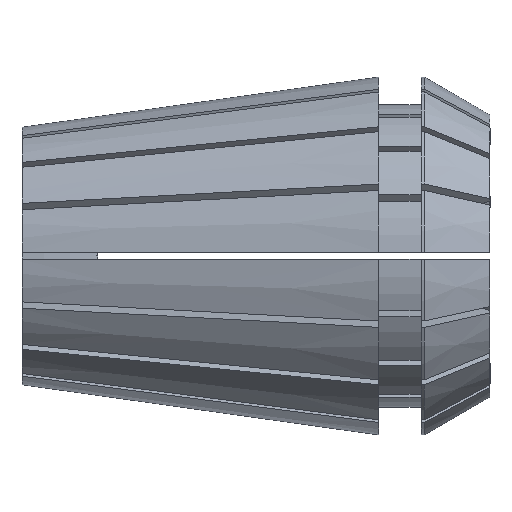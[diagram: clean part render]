
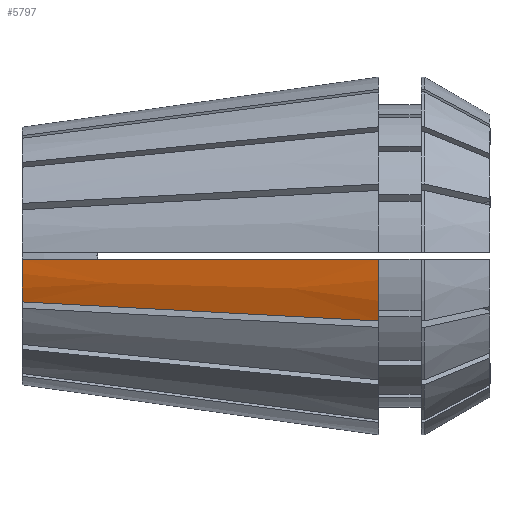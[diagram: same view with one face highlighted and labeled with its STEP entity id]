
A CAD part, top view. The second image highlights one B-rep face of the part: STEP entity #5797.
In plain terms, the highlighted conical face has half-angle 8 degrees and reference radius 13 mm.
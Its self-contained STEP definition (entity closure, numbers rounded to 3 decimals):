
#36 = ORIENTED_EDGE ( 'NONE', *, *, #2647, .T. ) ;
#84 = CARTESIAN_POINT ( 'NONE',  ( 22.691, -4.571, 11.687 ) ) ;
#135 = CARTESIAN_POINT ( 'NONE',  ( 25.9, 0., 0. ) ) ;
#156 = AXIS2_PLACEMENT_3D ( 'NONE', #5499, #5424, #6121 ) ;
#227 = B_SPLINE_CURVE_WITH_KNOTS ( 'NONE', 3,
 ( #6425, #4726, #6043, #1493, #1877, #6615, #2858, #3356, #3760, #6449 ),
 .UNSPECIFIED., .F., .F.,
 ( 4, 3, 3, 4 ),
 ( 0.052, 0.057, 0.074, 0.078 ),
 .UNSPECIFIED. ) ;
#266 = B_SPLINE_CURVE_WITH_KNOTS ( 'NONE', 3,
 ( #2153, #5881, #2684, #6414, #3198, #84, #3713 ),
 .UNSPECIFIED., .F., .F.,
 ( 4, 3, 4 ),
 ( 0., 0.016, 0.026 ),
 .UNSPECIFIED. ) ;
#553 = VERTEX_POINT ( 'NONE', #866 ) ;
#605 = EDGE_CURVE ( 'NONE', #5098, #553, #6068, .T. ) ;
#866 = CARTESIAN_POINT ( 'NONE',  ( 0., -0.25, 9.357 ) ) ;
#1268 = ORIENTED_EDGE ( 'NONE', *, *, #605, .F. ) ;
#1493 = CARTESIAN_POINT ( 'NONE',  ( 20.317, -0.25, 12.213 ) ) ;
#1877 = CARTESIAN_POINT ( 'NONE',  ( 14.628, -0.25, 11.413 ) ) ;
#1940 = DIRECTION ( 'NONE',  ( -1., 0., 0. ) ) ;
#2064 = CARTESIAN_POINT ( 'NONE',  ( 25.9, -4.743, 12.104 ) ) ;
#2121 = CONICAL_SURFACE ( 'NONE', #4649, 13., 0.14 ) ;
#2153 = CARTESIAN_POINT ( 'NONE',  ( 0., -3.35, 8.74 ) ) ;
#2197 = EDGE_CURVE ( 'NONE', #4667, #553, #227, .T. ) ;
#2647 = EDGE_CURVE ( 'NONE', #2831, #4667, #6042, .T. ) ;
#2684 = CARTESIAN_POINT ( 'NONE',  ( 10.849, -3.933, 10.149 ) ) ;
#2831 = VERTEX_POINT ( 'NONE', #2064 ) ;
#2858 = CARTESIAN_POINT ( 'NONE',  ( 3.25, -0.25, 9.814 ) ) ;
#3198 = CARTESIAN_POINT ( 'NONE',  ( 19.482, -4.398, 11.271 ) ) ;
#3356 = CARTESIAN_POINT ( 'NONE',  ( 2.167, -0.25, 9.662 ) ) ;
#3713 = CARTESIAN_POINT ( 'NONE',  ( 25.9, -4.743, 12.104 ) ) ;
#3750 = DIRECTION ( 'NONE',  ( 0., 0., -1. ) ) ;
#3760 = CARTESIAN_POINT ( 'NONE',  ( 1.083, -0.25, 9.509 ) ) ;
#4461 = FACE_OUTER_BOUND ( 'NONE', #6657, .T. ) ;
#4649 = AXIS2_PLACEMENT_3D ( 'NONE', #135, #4788, #3750 ) ;
#4667 = VERTEX_POINT ( 'NONE', #5348 ) ;
#4726 = CARTESIAN_POINT ( 'NONE',  ( 24.039, -0.25, 12.736 ) ) ;
#4788 = DIRECTION ( 'NONE',  ( 1., 0., 0. ) ) ;
#4869 = CARTESIAN_POINT ( 'NONE',  ( 0., -3.35, 8.74 ) ) ;
#5059 = EDGE_CURVE ( 'NONE', #5098, #2831, #266, .T. ) ;
#5098 = VERTEX_POINT ( 'NONE', #4869 ) ;
#5110 = CARTESIAN_POINT ( 'NONE',  ( 25.9, 0., 0. ) ) ;
#5187 = AXIS2_PLACEMENT_3D ( 'NONE', #5110, #1940, #5654 ) ;
#5348 = CARTESIAN_POINT ( 'NONE',  ( 25.9, -0.25, 12.998 ) ) ;
#5424 = DIRECTION ( 'NONE',  ( -1., 0., 0. ) ) ;
#5499 = CARTESIAN_POINT ( 'NONE',  ( 0., 0., 0. ) ) ;
#5568 = ORIENTED_EDGE ( 'NONE', *, *, #2197, .T. ) ;
#5654 = DIRECTION ( 'NONE',  ( 0., 0., 1. ) ) ;
#5745 = ORIENTED_EDGE ( 'NONE', *, *, #5059, .T. ) ;
#5797 = ADVANCED_FACE ( 'NONE', ( #4461 ), #2121, .T. ) ;
#5881 = CARTESIAN_POINT ( 'NONE',  ( 5.424, -3.642, 9.445 ) ) ;
#6042 = CIRCLE ( 'NONE', #5187, 13. ) ;
#6043 = CARTESIAN_POINT ( 'NONE',  ( 22.178, -0.25, 12.475 ) ) ;
#6068 = CIRCLE ( 'NONE', #156, 9.36 ) ;
#6121 = DIRECTION ( 'NONE',  ( 0., 0., 1. ) ) ;
#6414 = CARTESIAN_POINT ( 'NONE',  ( 16.273, -4.225, 10.854 ) ) ;
#6425 = CARTESIAN_POINT ( 'NONE',  ( 25.9, -0.25, 12.998 ) ) ;
#6449 = CARTESIAN_POINT ( 'NONE',  ( 0., -0.25, 9.357 ) ) ;
#6615 = CARTESIAN_POINT ( 'NONE',  ( 8.939, -0.25, 10.614 ) ) ;
#6657 = EDGE_LOOP ( 'NONE', ( #1268, #5745, #36, #5568 ) ) ;
